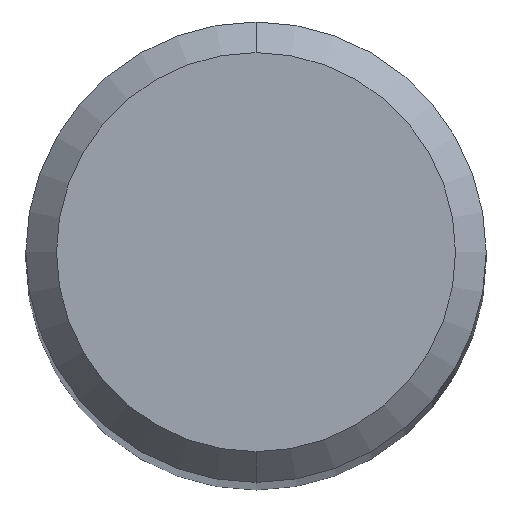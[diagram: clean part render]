
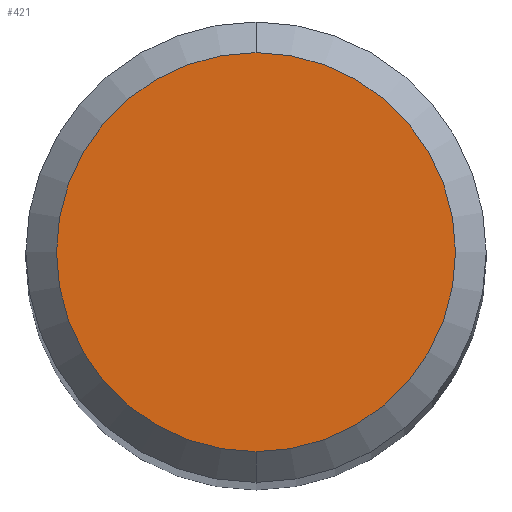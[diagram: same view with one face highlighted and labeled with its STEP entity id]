
A CAD part, top view. The second image highlights one B-rep face of the part: STEP entity #421.
In plain terms, the highlighted planar face has unit normal (0, 0, 1).
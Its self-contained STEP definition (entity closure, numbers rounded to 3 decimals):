
#183=VERTEX_POINT('',#491);
#293=EDGE_CURVE('',#413,#183,#610,.T.);
#319=EDGE_CURVE('',#183,#413,#640,.T.);
#413=VERTEX_POINT('',#745);
#421=ADVANCED_FACE('',(#754),#755,.T.);
#491=CARTESIAN_POINT('',(0.0,2.6,0.0));
#610=CIRCLE('',#1030,2.6);
#640=CIRCLE('',#1099,2.6);
#745=CARTESIAN_POINT('',(0.,-2.6,0.0));
#754=FACE_OUTER_BOUND('',#1349,.T.);
#755=PLANE('',#1350);
#1030=AXIS2_PLACEMENT_3D('',#1568,#1569,#1570);
#1099=AXIS2_PLACEMENT_3D('',#1609,#1610,#1611);
#1349=EDGE_LOOP('',(#1755,#1756));
#1350=AXIS2_PLACEMENT_3D('',#1757,#1758,#1759);
#1568=CARTESIAN_POINT('',(0.0,0.0,0.0));
#1569=DIRECTION('',(0.0,0.0,-1.0));
#1570=DIRECTION('',(0.0,1.0,0.0));
#1609=CARTESIAN_POINT('',(0.0,0.0,0.0));
#1610=DIRECTION('',(0.0,0.0,-1.0));
#1611=DIRECTION('',(0.0,1.0,0.0));
#1755=ORIENTED_EDGE('',*,*,#319,.F.);
#1756=ORIENTED_EDGE('',*,*,#293,.F.);
#1757=CARTESIAN_POINT('',(0.0,1.3,0.0));
#1758=DIRECTION('',(-0.0,0.0,1.0));
#1759=DIRECTION('',(0.0,-1.0,0.0));
